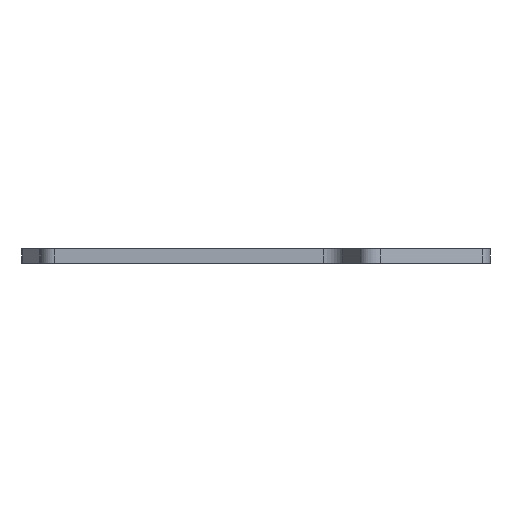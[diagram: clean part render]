
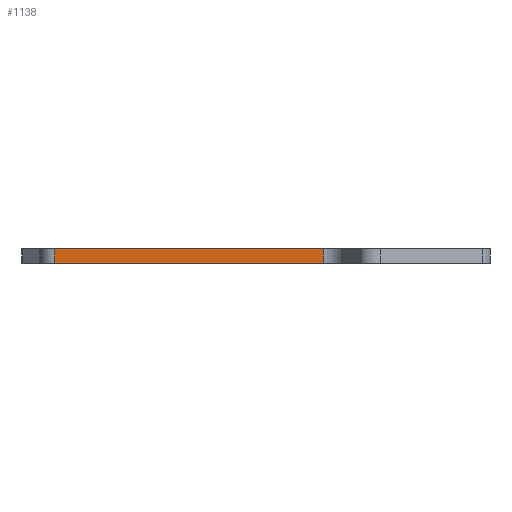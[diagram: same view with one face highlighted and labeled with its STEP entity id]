
A CAD part, left-side view. The second image highlights one B-rep face of the part: STEP entity #1138.
In plain terms, the highlighted planar face has unit normal (-1, 0, 0).
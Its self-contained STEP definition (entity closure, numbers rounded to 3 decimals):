
#80=LINE('',#1806,#170);
#97=LINE('',#1872,#187);
#98=LINE('',#1876,#188);
#99=LINE('',#1877,#189);
#170=VECTOR('',#1437,10.);
#187=VECTOR('',#1500,10.);
#188=VECTOR('',#1505,10.);
#189=VECTOR('',#1506,10.);
#289=FACE_OUTER_BOUND('',#371,.T.);
#371=EDGE_LOOP('',(#888,#889,#890,#891));
#536=VERTEX_POINT('',#1803);
#537=VERTEX_POINT('',#1805);
#563=VERTEX_POINT('',#1871);
#564=VERTEX_POINT('',#1875);
#652=EDGE_CURVE('',#536,#537,#80,.T.);
#685=EDGE_CURVE('',#537,#563,#97,.T.);
#687=EDGE_CURVE('',#536,#564,#98,.T.);
#688=EDGE_CURVE('',#564,#563,#99,.T.);
#888=ORIENTED_EDGE('',*,*,#652,.F.);
#889=ORIENTED_EDGE('',*,*,#687,.T.);
#890=ORIENTED_EDGE('',*,*,#688,.T.);
#891=ORIENTED_EDGE('',*,*,#685,.F.);
#1100=PLANE('',#1255);
#1138=ADVANCED_FACE('',(#289),#1100,.T.);
#1255=AXIS2_PLACEMENT_3D('',#1874,#1503,#1504);
#1437=DIRECTION('',(0.,-1.,0.));
#1500=DIRECTION('',(0.,0.,-1.));
#1503=DIRECTION('center_axis',(-1.,0.,0.));
#1504=DIRECTION('ref_axis',(0.,-1.,0.));
#1505=DIRECTION('',(0.,0.,-1.));
#1506=DIRECTION('',(0.,-1.,0.));
#1803=CARTESIAN_POINT('',(8.96,-6.221,12.));
#1805=CARTESIAN_POINT('',(8.96,-79.291,12.));
#1806=CARTESIAN_POINT('',(8.96,-14.284,12.));
#1871=CARTESIAN_POINT('',(8.96,-79.291,8.));
#1872=CARTESIAN_POINT('',(8.96,-79.291,9.));
#1874=CARTESIAN_POINT('Origin',(8.96,-2.221,0.));
#1875=CARTESIAN_POINT('',(8.96,-6.221,8.));
#1876=CARTESIAN_POINT('',(8.96,-6.221,9.));
#1877=CARTESIAN_POINT('',(8.96,-22.354,8.));
